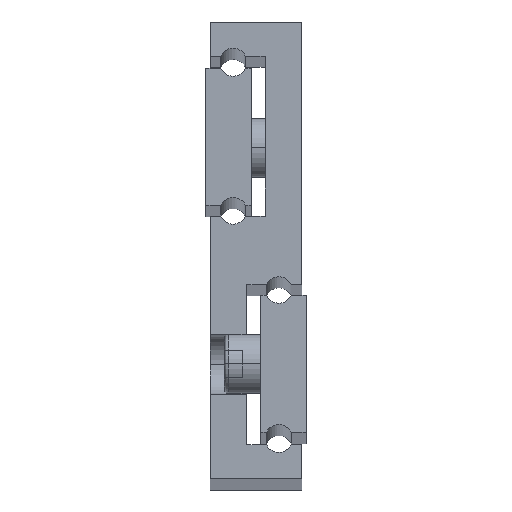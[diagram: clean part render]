
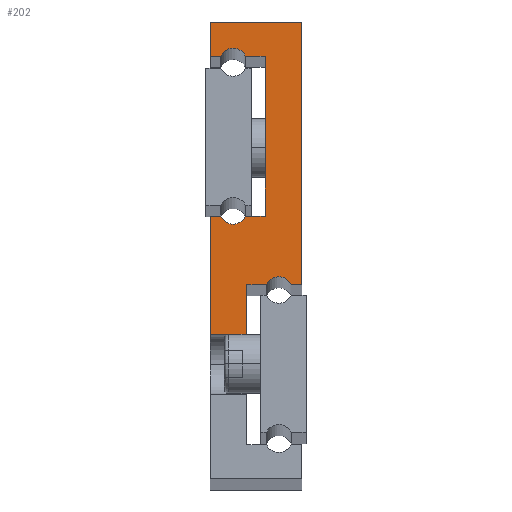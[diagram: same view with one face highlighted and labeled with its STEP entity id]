
A CAD part, top view. The second image highlights one B-rep face of the part: STEP entity #202.
In plain terms, the highlighted planar face has unit normal (0, 0, 1).
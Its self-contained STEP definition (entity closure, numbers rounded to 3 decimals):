
#5 = AXIS2_PLACEMENT_3D ( 'NONE', #1666, #645, #844 ) ;
#49 = CARTESIAN_POINT ( 'NONE',  ( 5., 58.75, 700. ) ) ;
#58 = EDGE_CURVE ( 'NONE', #801, #684, #117, .T. ) ;
#62 = CARTESIAN_POINT ( 'NONE',  ( 2.273, 57.5, 700. ) ) ;
#65 = DIRECTION ( 'NONE',  ( 1., 0., 0. ) ) ;
#66 = VECTOR ( 'NONE', #1672, 1000. ) ;
#115 = AXIS2_PLACEMENT_3D ( 'NONE', #665, #1511, #1361 ) ;
#117 = LINE ( 'NONE', #1297, #1827 ) ;
#132 = CARTESIAN_POINT ( 'NONE',  ( 20., 100., 700. ) ) ;
#135 = DIRECTION ( 'NONE',  ( 0., -1., 0. ) ) ;
#139 = FACE_OUTER_BOUND ( 'NONE', #2098, .T. ) ;
#143 = EDGE_CURVE ( 'NONE', #635, #221, #2189, .T. ) ;
#149 = EDGE_CURVE ( 'NONE', #684, #383, #1016, .T. ) ;
#184 = VECTOR ( 'NONE', #2163, 1000. ) ;
#202 = ADVANCED_FACE ( 'NONE', ( #139 ), #811, .F. ) ;
#212 = EDGE_CURVE ( 'NONE', #1010, #635, #1857, .T. ) ;
#221 = VERTEX_POINT ( 'NONE', #2118 ) ;
#266 = ORIENTED_EDGE ( 'NONE', *, *, #554, .T. ) ;
#272 = VERTEX_POINT ( 'NONE', #1040 ) ;
#274 = EDGE_CURVE ( 'NONE', #363, #992, #394, .T. ) ;
#305 = CARTESIAN_POINT ( 'NONE',  ( 2.273, 92.5, 700. ) ) ;
#356 = DIRECTION ( 'NONE',  ( -1., 0., 0. ) ) ;
#357 = ORIENTED_EDGE ( 'NONE', *, *, #1234, .T. ) ;
#363 = VERTEX_POINT ( 'NONE', #1473 ) ;
#368 = VECTOR ( 'NONE', #384, 1000. ) ;
#383 = VERTEX_POINT ( 'NONE', #402 ) ;
#384 = DIRECTION ( 'NONE',  ( 1., 0., 0. ) ) ;
#394 = LINE ( 'NONE', #1743, #368 ) ;
#402 = CARTESIAN_POINT ( 'NONE',  ( 7.727, 57.5, 700. ) ) ;
#419 = ORIENTED_EDGE ( 'NONE', *, *, #274, .T. ) ;
#448 = CARTESIAN_POINT ( 'NONE',  ( 0., 92.5, 700. ) ) ;
#536 = VERTEX_POINT ( 'NONE', #305 ) ;
#554 = EDGE_CURVE ( 'NONE', #272, #737, #1843, .T. ) ;
#564 = ORIENTED_EDGE ( 'NONE', *, *, #143, .T. ) ;
#597 = EDGE_CURVE ( 'NONE', #992, #1010, #1012, .T. ) ;
#615 = VECTOR ( 'NONE', #135, 1000. ) ;
#635 = VERTEX_POINT ( 'NONE', #878 ) ;
#641 = ORIENTED_EDGE ( 'NONE', *, *, #149, .T. ) ;
#645 = DIRECTION ( 'NONE',  ( 0., 0., -1. ) ) ;
#665 = CARTESIAN_POINT ( 'NONE',  ( 5., 58.75, 700. ) ) ;
#669 = CARTESIAN_POINT ( 'NONE',  ( 5., 91.25, 700. ) ) ;
#679 = EDGE_CURVE ( 'NONE', #779, #1609, #1595, .T. ) ;
#684 = VERTEX_POINT ( 'NONE', #1247 ) ;
#719 = DIRECTION ( 'NONE',  ( -1., 0., 0. ) ) ;
#737 = VERTEX_POINT ( 'NONE', #1385 ) ;
#746 = DIRECTION ( 'NONE',  ( 0., -1., 0. ) ) ;
#772 = DIRECTION ( 'NONE',  ( 0., -1., 0. ) ) ;
#779 = VERTEX_POINT ( 'NONE', #62 ) ;
#801 = VERTEX_POINT ( 'NONE', #1115 ) ;
#811 = PLANE ( 'NONE',  #115 ) ;
#813 = DIRECTION ( 'NONE',  ( 0., 0., -1. ) ) ;
#823 = DIRECTION ( 'NONE',  ( 1., 0., 0. ) ) ;
#844 = DIRECTION ( 'NONE',  ( -1., 0., 0. ) ) ;
#848 = CARTESIAN_POINT ( 'NONE',  ( 20., 42.5, 700. ) ) ;
#855 = EDGE_CURVE ( 'NONE', #1609, #363, #1079, .T. ) ;
#866 = ORIENTED_EDGE ( 'NONE', *, *, #1943, .T. ) ;
#878 = CARTESIAN_POINT ( 'NONE',  ( 12.273, 42.5, 700. ) ) ;
#893 = VECTOR ( 'NONE', #1707, 1000. ) ;
#920 = ORIENTED_EDGE ( 'NONE', *, *, #999, .T. ) ;
#926 = CARTESIAN_POINT ( 'NONE',  ( 7.727, 92.5, 700. ) ) ;
#957 = ORIENTED_EDGE ( 'NONE', *, *, #212, .T. ) ;
#986 = CARTESIAN_POINT ( 'NONE',  ( 8., 42.5, 700. ) ) ;
#992 = VERTEX_POINT ( 'NONE', #2019 ) ;
#996 = DIRECTION ( 'NONE',  ( 1., 0., 0. ) ) ;
#999 = EDGE_CURVE ( 'NONE', #1047, #272, #2034, .T. ) ;
#1010 = VERTEX_POINT ( 'NONE', #986 ) ;
#1012 = LINE ( 'NONE', #1529, #893 ) ;
#1016 = LINE ( 'NONE', #1710, #1410 ) ;
#1040 = CARTESIAN_POINT ( 'NONE',  ( 0., 100., 700. ) ) ;
#1047 = VERTEX_POINT ( 'NONE', #1373 ) ;
#1058 = CARTESIAN_POINT ( 'NONE',  ( 0., 57.5, 700. ) ) ;
#1079 = LINE ( 'NONE', #1124, #2067 ) ;
#1115 = CARTESIAN_POINT ( 'NONE',  ( 12., 92.5, 700. ) ) ;
#1122 = LINE ( 'NONE', #1817, #184 ) ;
#1123 = CIRCLE ( 'NONE', #1316, 3. ) ;
#1124 = CARTESIAN_POINT ( 'NONE',  ( 0., 0., 700. ) ) ;
#1136 = DIRECTION ( 'NONE',  ( 1., 0., 0. ) ) ;
#1141 = VERTEX_POINT ( 'NONE', #848 ) ;
#1161 = AXIS2_PLACEMENT_3D ( 'NONE', #49, #1426, #1435 ) ;
#1164 = LINE ( 'NONE', #448, #1274 ) ;
#1179 = CARTESIAN_POINT ( 'NONE',  ( 20., 100., 700. ) ) ;
#1195 = CARTESIAN_POINT ( 'NONE',  ( 0., 100., 700. ) ) ;
#1234 = EDGE_CURVE ( 'NONE', #383, #779, #2097, .T. ) ;
#1247 = CARTESIAN_POINT ( 'NONE',  ( 12., 57.5, 700. ) ) ;
#1260 = LINE ( 'NONE', #1405, #1390 ) ;
#1274 = VECTOR ( 'NONE', #1136, 1000. ) ;
#1297 = CARTESIAN_POINT ( 'NONE',  ( 12., 92.5, 700. ) ) ;
#1316 = AXIS2_PLACEMENT_3D ( 'NONE', #669, #813, #996 ) ;
#1339 = EDGE_CURVE ( 'NONE', #536, #1926, #1123, .T. ) ;
#1361 = DIRECTION ( 'NONE',  ( -1., 0., 0. ) ) ;
#1373 = CARTESIAN_POINT ( 'NONE',  ( 20., 100., 700. ) ) ;
#1376 = VECTOR ( 'NONE', #823, 1000. ) ;
#1385 = CARTESIAN_POINT ( 'NONE',  ( 0., 92.5, 700. ) ) ;
#1390 = VECTOR ( 'NONE', #65, 1000. ) ;
#1395 = EDGE_CURVE ( 'NONE', #737, #536, #1164, .T. ) ;
#1405 = CARTESIAN_POINT ( 'NONE',  ( 7.727, 92.5, 700. ) ) ;
#1410 = VECTOR ( 'NONE', #356, 1000. ) ;
#1426 = DIRECTION ( 'NONE',  ( 0., 0., -1. ) ) ;
#1435 = DIRECTION ( 'NONE',  ( -1., 0., 0. ) ) ;
#1438 = EDGE_CURVE ( 'NONE', #1926, #801, #1260, .T. ) ;
#1473 = CARTESIAN_POINT ( 'NONE',  ( 0., 31.5, 700. ) ) ;
#1511 = DIRECTION ( 'NONE',  ( 0., 0., -1. ) ) ;
#1529 = CARTESIAN_POINT ( 'NONE',  ( 8., 7.5, 700. ) ) ;
#1595 = LINE ( 'NONE', #1058, #1751 ) ;
#1597 = VECTOR ( 'NONE', #1861, 1000. ) ;
#1609 = VERTEX_POINT ( 'NONE', #2001 ) ;
#1616 = ORIENTED_EDGE ( 'NONE', *, *, #679, .T. ) ;
#1666 = CARTESIAN_POINT ( 'NONE',  ( 15., 41.25, 700. ) ) ;
#1672 = DIRECTION ( 'NONE',  ( 0., 1., 0. ) ) ;
#1690 = CARTESIAN_POINT ( 'NONE',  ( 12.273, 42.5, 700. ) ) ;
#1707 = DIRECTION ( 'NONE',  ( 0., 1., 0. ) ) ;
#1710 = CARTESIAN_POINT ( 'NONE',  ( 7.727, 57.5, 700. ) ) ;
#1730 = ORIENTED_EDGE ( 'NONE', *, *, #597, .T. ) ;
#1743 = CARTESIAN_POINT ( 'NONE',  ( 0., 31.5, 700. ) ) ;
#1751 = VECTOR ( 'NONE', #719, 1000. ) ;
#1760 = ORIENTED_EDGE ( 'NONE', *, *, #1339, .T. ) ;
#1817 = CARTESIAN_POINT ( 'NONE',  ( 20., 42.5, 700. ) ) ;
#1826 = LINE ( 'NONE', #132, #66 ) ;
#1827 = VECTOR ( 'NONE', #746, 1000. ) ;
#1843 = LINE ( 'NONE', #1195, #615 ) ;
#1857 = LINE ( 'NONE', #1690, #1376 ) ;
#1861 = DIRECTION ( 'NONE',  ( -1., 0., 0. ) ) ;
#1892 = EDGE_CURVE ( 'NONE', #1141, #1047, #1826, .T. ) ;
#1905 = ORIENTED_EDGE ( 'NONE', *, *, #855, .T. ) ;
#1923 = ORIENTED_EDGE ( 'NONE', *, *, #1892, .T. ) ;
#1926 = VERTEX_POINT ( 'NONE', #926 ) ;
#1943 = EDGE_CURVE ( 'NONE', #221, #1141, #1122, .T. ) ;
#2001 = CARTESIAN_POINT ( 'NONE',  ( 0., 57.5, 700. ) ) ;
#2019 = CARTESIAN_POINT ( 'NONE',  ( 8., 31.5, 700. ) ) ;
#2034 = LINE ( 'NONE', #1179, #1597 ) ;
#2039 = ORIENTED_EDGE ( 'NONE', *, *, #58, .T. ) ;
#2067 = VECTOR ( 'NONE', #772, 1000. ) ;
#2097 = CIRCLE ( 'NONE', #1161, 3. ) ;
#2098 = EDGE_LOOP ( 'NONE', ( #1905, #419, #1730, #957, #564, #866, #1923, #920, #266, #2145, #1760, #2160, #2039, #641, #357, #1616 ) ) ;
#2118 = CARTESIAN_POINT ( 'NONE',  ( 17.727, 42.5, 700. ) ) ;
#2145 = ORIENTED_EDGE ( 'NONE', *, *, #1395, .T. ) ;
#2160 = ORIENTED_EDGE ( 'NONE', *, *, #1438, .T. ) ;
#2163 = DIRECTION ( 'NONE',  ( 1., 0., 0. ) ) ;
#2189 = CIRCLE ( 'NONE', #5, 3. ) ;
